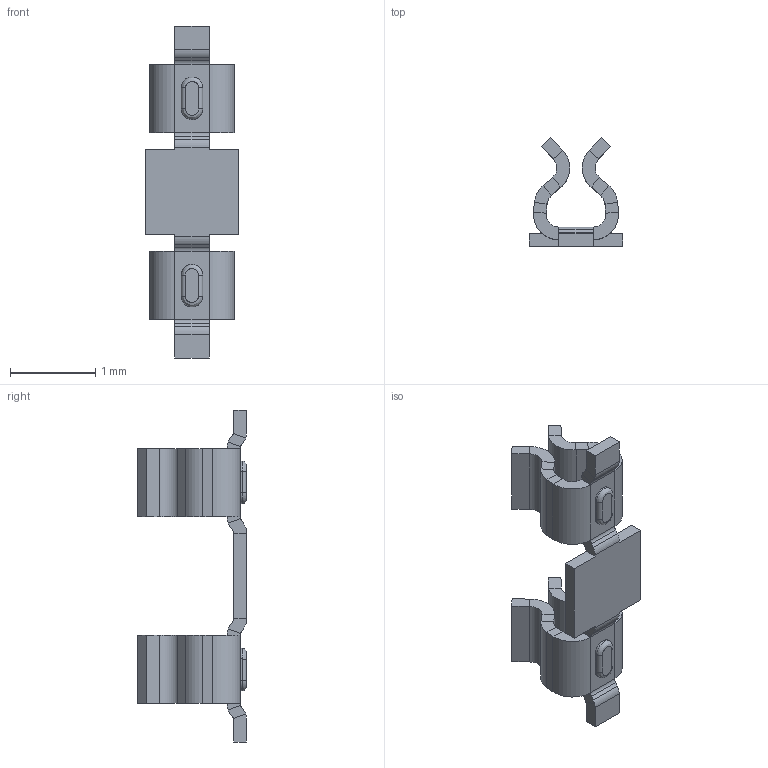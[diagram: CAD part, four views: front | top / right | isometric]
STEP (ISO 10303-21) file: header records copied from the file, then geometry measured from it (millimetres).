
FILE_DESCRIPTION(('STEP AP242'),'1');
FILE_NAME('s0951-46r.stp','2023-09-18T14:49:12',('TraceParts'),('TraceParts S.A.'),'Spatial InterOp 3D',' ',' ');
FILE_SCHEMA(('AP242_MANAGED_MODEL_BASED_3D_ENGINEERING_MIM_LF {1 0 10303 442 1 1 4}'));
Length unit declared in the file: millimetre
Products named in the file (1): s0951-46r
Bounding box: 1.1 x 1.28 x 3.9 mm (x, y, z)
Volume: 1 mm3; surface area: 16.9 mm2
Topology: 1 solids, 1 shells, 198 faces, 456 edges, 264 vertices
Faces by surface type: plane 134, cylinder 48, bspline 16
Entity records: 9680 total; most frequent: CARTESIAN_POINT 5233, DIRECTION 922, ORIENTED_EDGE 912, EDGE_CURVE 456, LINE 312, VECTOR 312, AXIS2_PLACEMENT_3D 305, VERTEX_POINT 264
